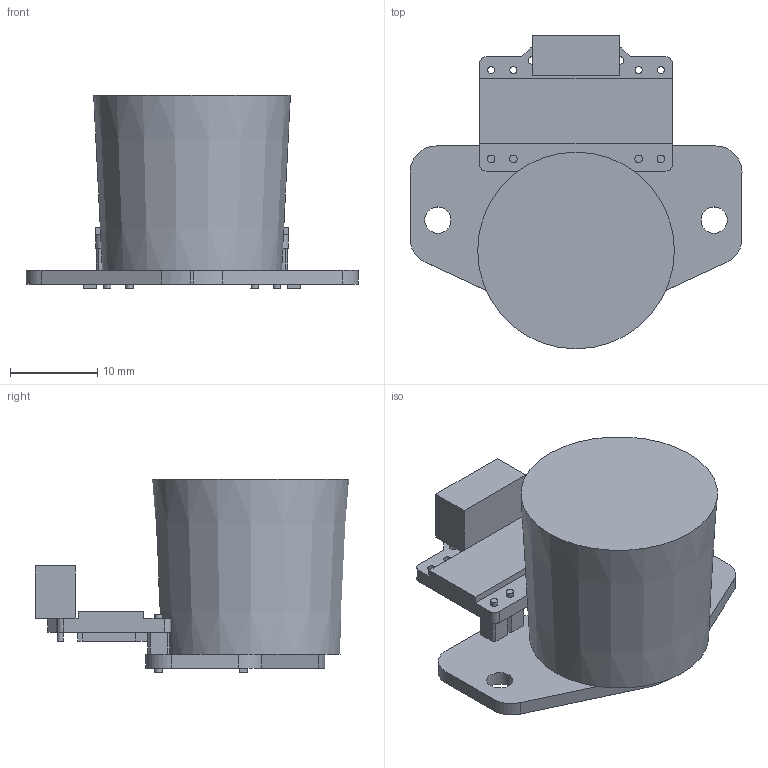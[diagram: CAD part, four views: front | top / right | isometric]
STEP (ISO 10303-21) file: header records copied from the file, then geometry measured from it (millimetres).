
FILE_DESCRIPTION(/* description */ (''),/* implementation_level */ '2;1');
FILE_NAME(/* name */ 'Cartographer_normal.step',/* time_stamp */ '2023-11-15T01:09:37+08:00',/* author */ (''),/* organization */ (''),/* preprocessor_version */ 'ST-DEVELOPER v20',/* originating_system */ 'Autodesk Translation Framework v12.14.0.127',/* authorisation */ '');
FILE_SCHEMA (('AUTOMOTIVE_DESIGN { 1 0 10303 214 3 1 1 }'));
Length unit declared in the file: millimetre
Products named in the file (1): Cartographer
Bounding box: 37.97 x 35.9 x 22.1 mm (x, y, z)
Volume: 9265.6 mm3; surface area: 4801.9 mm2
Topology: 6 solids, 6 shells, 174 faces, 501 edges, 334 vertices
Faces by surface type: plane 133, cylinder 40, cone 1
Full cylindrical faces by diameter (mm): 0.65 x8, 0.813 x6, 0.838 x4, 0.864 x8, 3 x2
Entity records: 5959 total; most frequent: CARTESIAN_POINT 1010, ORIENTED_EDGE 1002, DIRECTION 973, EDGE_CURVE 501, LINE 379, VECTOR 379, VERTEX_POINT 334, AXIS2_PLACEMENT_3D 297
